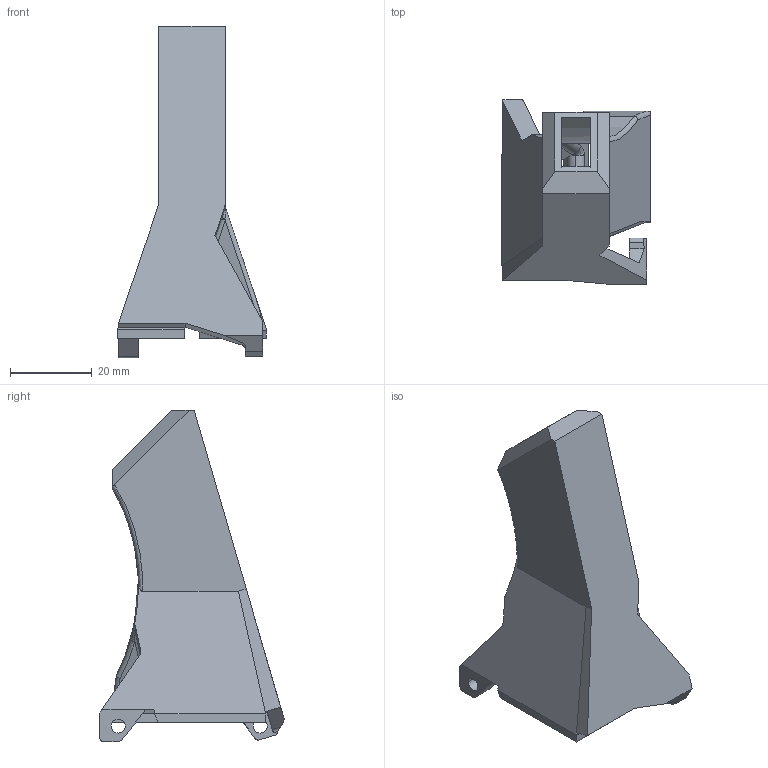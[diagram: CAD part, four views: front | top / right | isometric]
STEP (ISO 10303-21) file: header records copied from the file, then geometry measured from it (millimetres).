
FILE_DESCRIPTION (( 'STEP AP203' ), '1' );
FILE_NAME ('Fan duct.STEP', '2021-07-18T09:45:23', ( '' ), ( '' ), 'SwSTEP 2.0', 'SolidWorks 2020', '' );
FILE_SCHEMA (( 'CONFIG_CONTROL_DESIGN' ));
Length unit declared in the file: millimetre
Products named in the file (1): Fan duct
Bounding box: 36.4 x 45.15 x 81 mm (x, y, z)
Surface area: 15818.7 mm2 (no closed solid volume)
Topology: 0 solids, 1 shells, 122 faces, 329 edges, 206 vertices
Faces by surface type: plane 78, cylinder 27, bspline 17
Entity records: 7919 total; most frequent: CARTESIAN_POINT 5021, ORIENTED_EDGE 656, DIRECTION 486, EDGE_CURVE 328, LINE 214, VECTOR 214, VERTEX_POINT 206, AXIS2_PLACEMENT_3D 136
